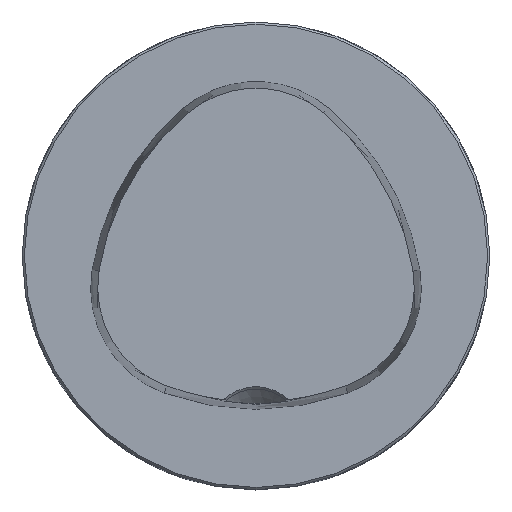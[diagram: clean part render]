
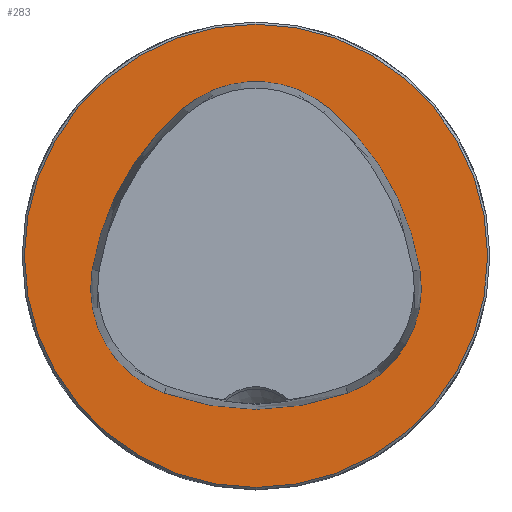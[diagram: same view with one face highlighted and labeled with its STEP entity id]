
A CAD part, top view. The second image highlights one B-rep face of the part: STEP entity #283.
In plain terms, the highlighted planar face has unit normal (0, 0, 1).
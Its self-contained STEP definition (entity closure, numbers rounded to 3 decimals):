
#232=PLANE('',#993);
#283=ADVANCED_FACE('CU_FL_N1_SU_1',(#368,#369),#232,.T.);
#368=FACE_BOUND('',#417,.T.);
#369=FACE_BOUND('',#418,.T.);
#417=EDGE_LOOP('',(#531,#532,#533,#534,#535,#536));
#418=EDGE_LOOP('',(#537));
#531=ORIENTED_EDGE('',*,*,#776,.F.);
#532=ORIENTED_EDGE('',*,*,#777,.F.);
#533=ORIENTED_EDGE('',*,*,#778,.F.);
#534=ORIENTED_EDGE('',*,*,#779,.F.);
#535=ORIENTED_EDGE('',*,*,#773,.F.);
#536=ORIENTED_EDGE('',*,*,#780,.F.);
#537=ORIENTED_EDGE('',*,*,#781,.T.);
#701=VERTEX_POINT('',#1698);
#702=VERTEX_POINT('',#1700);
#704=VERTEX_POINT('',#1706);
#705=VERTEX_POINT('',#1707);
#706=VERTEX_POINT('',#1709);
#707=VERTEX_POINT('',#1711);
#708=VERTEX_POINT('',#1715);
#773=EDGE_CURVE('',#701,#702,#831,.T.);
#776=EDGE_CURVE('',#704,#705,#833,.T.);
#777=EDGE_CURVE('',#706,#704,#834,.T.);
#778=EDGE_CURVE('',#707,#706,#835,.T.);
#779=EDGE_CURVE('',#702,#707,#836,.T.);
#780=EDGE_CURVE('',#705,#701,#837,.T.);
#781=EDGE_CURVE('',#708,#708,#838,.T.);
#831=CIRCLE('',#984,36.075);
#833=CIRCLE('',#987,36.075);
#834=CIRCLE('',#988,15.075);
#835=CIRCLE('',#989,36.075);
#836=CIRCLE('',#990,15.075);
#837=CIRCLE('',#991,15.075);
#838=CIRCLE('',#992,31.2);
#984=AXIS2_PLACEMENT_3D('',#1699,#1159,#1160);
#987=AXIS2_PLACEMENT_3D('',#1705,#1166,#1167);
#988=AXIS2_PLACEMENT_3D('',#1708,#1168,#1169);
#989=AXIS2_PLACEMENT_3D('',#1710,#1170,#1171);
#990=AXIS2_PLACEMENT_3D('',#1712,#1172,#1173);
#991=AXIS2_PLACEMENT_3D('',#1713,#1174,#1175);
#992=AXIS2_PLACEMENT_3D('',#1714,#1176,#1177);
#993=AXIS2_PLACEMENT_3D('',#1716,#1178,#1179);
#1159=DIRECTION('',(0.,0.,1.));
#1160=DIRECTION('',(1.,0.,0.));
#1166=DIRECTION('',(0.,0.,1.));
#1167=DIRECTION('',(1.,0.,0.));
#1168=DIRECTION('',(0.,0.,1.));
#1169=DIRECTION('',(1.,0.,0.));
#1170=DIRECTION('',(0.,0.,1.));
#1171=DIRECTION('',(1.,0.,0.));
#1172=DIRECTION('',(0.,0.,1.));
#1173=DIRECTION('',(1.,0.,0.));
#1174=DIRECTION('',(0.,0.,1.));
#1175=DIRECTION('',(1.,0.,0.));
#1176=DIRECTION('',(0.,0.,1.));
#1177=DIRECTION('',(1.,0.,0.));
#1178=DIRECTION('',(0.,0.,1.));
#1179=DIRECTION('',(1.,0.,0.));
#1698=CARTESIAN_POINT('',(-12.368,-18.489,0.));
#1699=CARTESIAN_POINT('',(0.,15.4,0.));
#1700=CARTESIAN_POINT('',(12.368,-18.489,0.));
#1705=CARTESIAN_POINT('',(13.535,-7.656,0.));
#1706=CARTESIAN_POINT('',(-9.716,19.927,0.));
#1707=CARTESIAN_POINT('',(-22.084,-1.937,0.));
#1708=CARTESIAN_POINT('',(0.,8.4,0.));
#1709=CARTESIAN_POINT('',(9.716,19.927,0.));
#1710=CARTESIAN_POINT('',(-13.535,-7.656,0.));
#1711=CARTESIAN_POINT('',(22.084,-1.937,0.));
#1712=CARTESIAN_POINT('',(7.2,-4.327,0.));
#1713=CARTESIAN_POINT('',(-7.2,-4.327,0.));
#1714=CARTESIAN_POINT('',(0.,0.,0.));
#1715=CARTESIAN_POINT('',(31.2,0.,0.));
#1716=CARTESIAN_POINT('',(0.,0.,0.));
